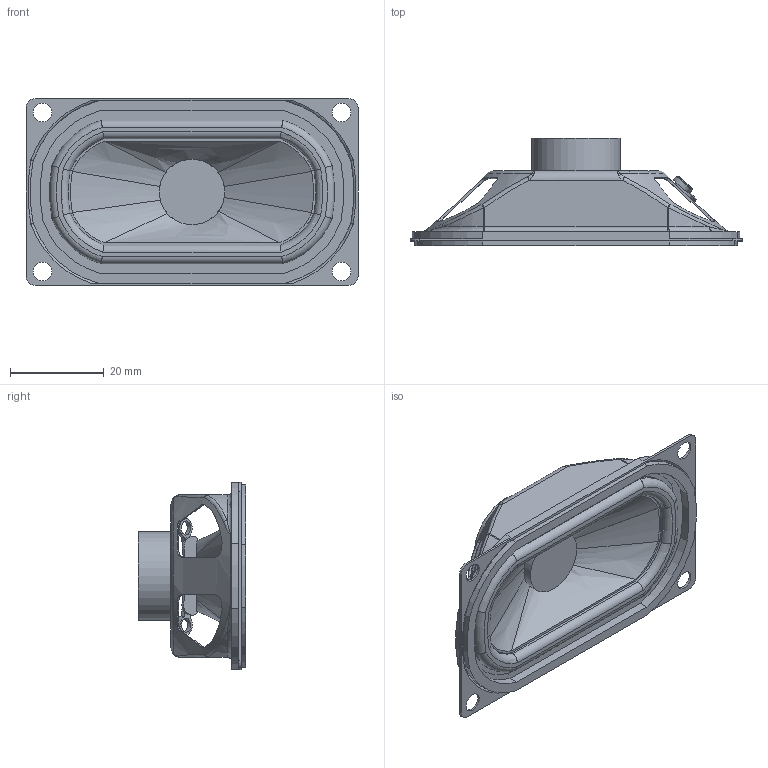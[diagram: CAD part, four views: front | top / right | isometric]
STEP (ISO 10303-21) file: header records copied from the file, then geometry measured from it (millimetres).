
FILE_DESCRIPTION(/* description */ ('Alibre Inc.'),/* implementation_level */ '2;1');
FILE_NAME(/* name */ 'export0',/* time_stamp */ '2017-12-06T20:17:01-06:00',/* author */ (''),/* organization */ (''),/* preprocessor_version */ 'ST-DEVELOPER v14',/* originating_system */ 'Alibre',/* authorisation */ '');
FILE_SCHEMA (('AUTOMOTIVE_DESIGN'));
Length unit declared in the file: centimetre
Bounding box: 71 x 23 x 40 mm (x, y, z)
Volume: 6848.8 mm3; surface area: 17814.4 mm2
Topology: 7 solids, 7 shells, 275 faces, 685 edges, 424 vertices
Faces by surface type: cylinder 103, plane 71, bspline 53, torus 36, cone 4, sphere 4, extrusion 4
Full cylindrical faces by diameter (mm): 3 x2, 4 x4, 14 x1, 19 x1
Entity records: 15438 total; most frequent: CARTESIAN_POINT 9566, ORIENTED_EDGE 1354, DIRECTION 966, EDGE_CURVE 652, AXIS2_PLACEMENT_3D 435, VERTEX_POINT 410, EDGE_LOOP 304, FACE_BOUND 304
